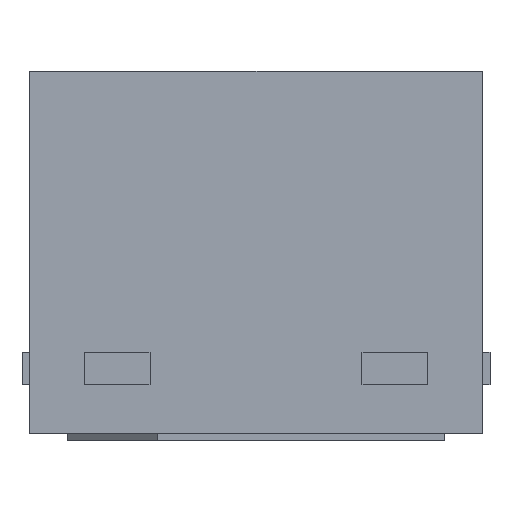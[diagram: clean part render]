
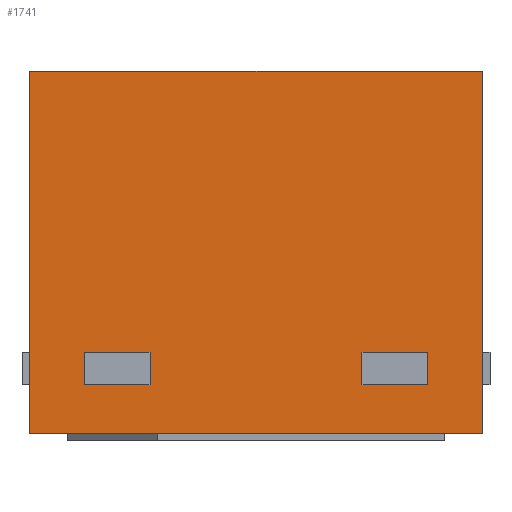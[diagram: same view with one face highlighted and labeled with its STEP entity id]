
A CAD part, left-side view. The second image highlights one B-rep face of the part: STEP entity #1741.
In plain terms, the highlighted free-form (B-spline) face has degree [1, 1] with [2, 2] control points.
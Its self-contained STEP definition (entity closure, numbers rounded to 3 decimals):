
#1517 = VERTEX_POINT('',#1518);
#1518 = CARTESIAN_POINT('',(-0.5,-0.3,0.01));
#1525 = VERTEX_POINT('',#1526);
#1526 = CARTESIAN_POINT('',(-0.5,-0.3,0.49));
#1531 = EDGE_CURVE('',#1525,#1517,#1532,.T.);
#1532 = B_SPLINE_CURVE_WITH_KNOTS('',1,(#1533,#1534),.UNSPECIFIED.,.F.,
  .F.,(2,2),(-0.,0.48),.PIECEWISE_BEZIER_KNOTS.);
#1533 = CARTESIAN_POINT('',(-0.5,-0.3,0.49));
#1534 = CARTESIAN_POINT('',(-0.5,-0.3,0.01));
#1606 = EDGE_CURVE('',#1607,#1517,#1609,.T.);
#1607 = VERTEX_POINT('',#1608);
#1608 = CARTESIAN_POINT('',(-0.5,0.3,0.01));
#1609 = B_SPLINE_CURVE_WITH_KNOTS('',1,(#1610,#1611),.UNSPECIFIED.,.F.,
  .F.,(2,2),(0.,0.6),.PIECEWISE_BEZIER_KNOTS.);
#1610 = CARTESIAN_POINT('',(-0.5,0.3,0.01));
#1611 = CARTESIAN_POINT('',(-0.5,-0.3,0.01));
#1724 = EDGE_CURVE('',#1725,#1607,#1727,.T.);
#1725 = VERTEX_POINT('',#1726);
#1726 = CARTESIAN_POINT('',(-0.5,0.3,0.49));
#1727 = B_SPLINE_CURVE_WITH_KNOTS('',1,(#1728,#1729),.UNSPECIFIED.,.F.,
  .F.,(2,2),(-0.,0.48),.PIECEWISE_BEZIER_KNOTS.);
#1728 = CARTESIAN_POINT('',(-0.5,0.3,0.49));
#1729 = CARTESIAN_POINT('',(-0.5,0.3,0.01));
#1741 = ADVANCED_FACE('',(#1742,#1772,#1802),#1812,.F.);
#1742 = FACE_BOUND('',#1743,.T.);
#1743 = EDGE_LOOP('',(#1744,#1753,#1760,#1767));
#1744 = ORIENTED_EDGE('',*,*,#1745,.T.);
#1745 = EDGE_CURVE('',#1746,#1748,#1750,.T.);
#1746 = VERTEX_POINT('',#1747);
#1747 = CARTESIAN_POINT('',(-0.5,0.228,0.075));
#1748 = VERTEX_POINT('',#1749);
#1749 = CARTESIAN_POINT('',(-0.5,0.228,0.117));
#1750 = B_SPLINE_CURVE_WITH_KNOTS('',1,(#1751,#1752),.UNSPECIFIED.,.F.,
  .F.,(2,2),(-0.043,0.),.PIECEWISE_BEZIER_KNOTS.);
#1751 = CARTESIAN_POINT('',(-0.5,0.228,0.075));
#1752 = CARTESIAN_POINT('',(-0.5,0.228,0.117));
#1753 = ORIENTED_EDGE('',*,*,#1754,.T.);
#1754 = EDGE_CURVE('',#1748,#1755,#1757,.T.);
#1755 = VERTEX_POINT('',#1756);
#1756 = CARTESIAN_POINT('',(-0.5,0.14,0.117));
#1757 = B_SPLINE_CURVE_WITH_KNOTS('',1,(#1758,#1759),.UNSPECIFIED.,.F.,
  .F.,(2,2),(0.,0.087),.PIECEWISE_BEZIER_KNOTS.);
#1758 = CARTESIAN_POINT('',(-0.5,0.228,0.117));
#1759 = CARTESIAN_POINT('',(-0.5,0.14,0.117));
#1760 = ORIENTED_EDGE('',*,*,#1761,.T.);
#1761 = EDGE_CURVE('',#1755,#1762,#1764,.T.);
#1762 = VERTEX_POINT('',#1763);
#1763 = CARTESIAN_POINT('',(-0.5,0.14,0.075));
#1764 = B_SPLINE_CURVE_WITH_KNOTS('',1,(#1765,#1766),.UNSPECIFIED.,.F.,
  .F.,(2,2),(0.,0.043),.PIECEWISE_BEZIER_KNOTS.);
#1765 = CARTESIAN_POINT('',(-0.5,0.14,0.117));
#1766 = CARTESIAN_POINT('',(-0.5,0.14,0.075));
#1767 = ORIENTED_EDGE('',*,*,#1768,.T.);
#1768 = EDGE_CURVE('',#1762,#1746,#1769,.T.);
#1769 = B_SPLINE_CURVE_WITH_KNOTS('',1,(#1770,#1771),.UNSPECIFIED.,.F.,
  .F.,(2,2),(-0.087,0.),.PIECEWISE_BEZIER_KNOTS.);
#1770 = CARTESIAN_POINT('',(-0.5,0.14,0.075));
#1771 = CARTESIAN_POINT('',(-0.5,0.228,0.075));
#1772 = FACE_BOUND('',#1773,.T.);
#1773 = EDGE_LOOP('',(#1774,#1783,#1790,#1797));
#1774 = ORIENTED_EDGE('',*,*,#1775,.T.);
#1775 = EDGE_CURVE('',#1776,#1778,#1780,.T.);
#1776 = VERTEX_POINT('',#1777);
#1777 = CARTESIAN_POINT('',(-0.5,-0.228,0.117));
#1778 = VERTEX_POINT('',#1779);
#1779 = CARTESIAN_POINT('',(-0.5,-0.228,0.075));
#1780 = B_SPLINE_CURVE_WITH_KNOTS('',1,(#1781,#1782),.UNSPECIFIED.,.F.,
  .F.,(2,2),(0.,0.043),.PIECEWISE_BEZIER_KNOTS.);
#1781 = CARTESIAN_POINT('',(-0.5,-0.228,0.117));
#1782 = CARTESIAN_POINT('',(-0.5,-0.228,0.075));
#1783 = ORIENTED_EDGE('',*,*,#1784,.T.);
#1784 = EDGE_CURVE('',#1778,#1785,#1787,.T.);
#1785 = VERTEX_POINT('',#1786);
#1786 = CARTESIAN_POINT('',(-0.5,-0.14,0.075));
#1787 = B_SPLINE_CURVE_WITH_KNOTS('',1,(#1788,#1789),.UNSPECIFIED.,.F.,
  .F.,(2,2),(0.,0.087),.PIECEWISE_BEZIER_KNOTS.);
#1788 = CARTESIAN_POINT('',(-0.5,-0.228,0.075));
#1789 = CARTESIAN_POINT('',(-0.5,-0.14,0.075));
#1790 = ORIENTED_EDGE('',*,*,#1791,.T.);
#1791 = EDGE_CURVE('',#1785,#1792,#1794,.T.);
#1792 = VERTEX_POINT('',#1793);
#1793 = CARTESIAN_POINT('',(-0.5,-0.14,0.117));
#1794 = B_SPLINE_CURVE_WITH_KNOTS('',1,(#1795,#1796),.UNSPECIFIED.,.F.,
  .F.,(2,2),(-0.043,0.),
  .PIECEWISE_BEZIER_KNOTS.);
#1795 = CARTESIAN_POINT('',(-0.5,-0.14,0.075));
#1796 = CARTESIAN_POINT('',(-0.5,-0.14,0.117));
#1797 = ORIENTED_EDGE('',*,*,#1798,.T.);
#1798 = EDGE_CURVE('',#1792,#1776,#1799,.T.);
#1799 = B_SPLINE_CURVE_WITH_KNOTS('',1,(#1800,#1801),.UNSPECIFIED.,.F.,
  .F.,(2,2),(-0.087,0.),.PIECEWISE_BEZIER_KNOTS.);
#1800 = CARTESIAN_POINT('',(-0.5,-0.14,0.117));
#1801 = CARTESIAN_POINT('',(-0.5,-0.228,0.117));
#1802 = FACE_BOUND('',#1803,.T.);
#1803 = EDGE_LOOP('',(#1804,#1805,#1806,#1811));
#1804 = ORIENTED_EDGE('',*,*,#1606,.T.);
#1805 = ORIENTED_EDGE('',*,*,#1531,.F.);
#1806 = ORIENTED_EDGE('',*,*,#1807,.F.);
#1807 = EDGE_CURVE('',#1725,#1525,#1808,.T.);
#1808 = B_SPLINE_CURVE_WITH_KNOTS('',1,(#1809,#1810),.UNSPECIFIED.,.F.,
  .F.,(2,2),(0.,0.6),.PIECEWISE_BEZIER_KNOTS.);
#1809 = CARTESIAN_POINT('',(-0.5,0.3,0.49));
#1810 = CARTESIAN_POINT('',(-0.5,-0.3,0.49));
#1811 = ORIENTED_EDGE('',*,*,#1724,.T.);
#1812 = B_SPLINE_SURFACE_WITH_KNOTS('',1,1,(
    (#1813,#1814)
    ,(#1815,#1816
    )),.UNSPECIFIED.,.F.,.F.,.F.,(2,2),(2,2),(-0.,0.48),(-0.6,0.),
  .PIECEWISE_BEZIER_KNOTS.);
#1813 = CARTESIAN_POINT('',(-0.5,-0.3,0.49));
#1814 = CARTESIAN_POINT('',(-0.5,0.3,0.49));
#1815 = CARTESIAN_POINT('',(-0.5,-0.3,0.01));
#1816 = CARTESIAN_POINT('',(-0.5,0.3,0.01));
